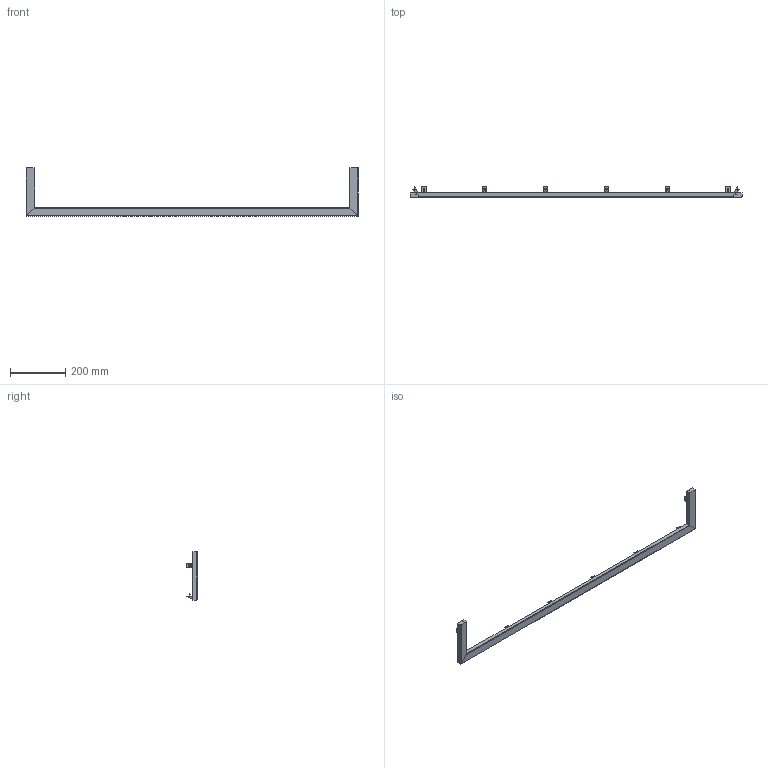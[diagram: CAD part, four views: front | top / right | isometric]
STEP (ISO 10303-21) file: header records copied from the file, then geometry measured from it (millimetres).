
FILE_DESCRIPTION(('STEP AP214'),'1');
FILE_NAME('12_Encabecamento_Lateral_Quadro.step','2026-01-05T18:58:14',(' '),(' '),'Spatial InterOp 3D',' ',' ');
FILE_SCHEMA(('AUTOMOTIVE_DESIGN { 1 0 10303 214 1 1 1 1 }'));
Length unit declared in the file: millimetre
Products named in the file (1): ENCABECAMENTO INFERIOR QUADRO NICHO
Bounding box: 1202 x 37 x 175 mm (x, y, z)
Volume: 682983.9 mm3; surface area: 166989.2 mm2
Topology: 27 solids, 27 shells, 548 faces, 1426 edges, 940 vertices
Faces by surface type: plane 454, cylinder 62, cone 16, bspline 16
Full cylindrical faces by diameter (mm): 3.5 x16, 4 x8, 8 x16
Entity records: 21378 total; most frequent: CARTESIAN_POINT 4293, ORIENTED_EDGE 2596, DIRECTION 2388, EDGE_CURVE 1298, LINE 942, VECTOR 942, VERTEX_POINT 900, AXIS2_PLACEMENT_3D 723
